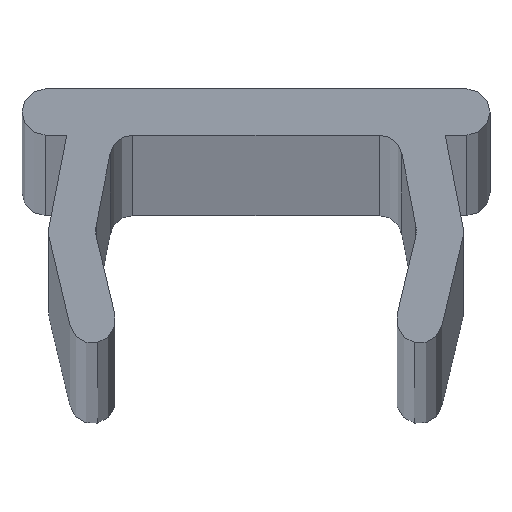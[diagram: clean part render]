
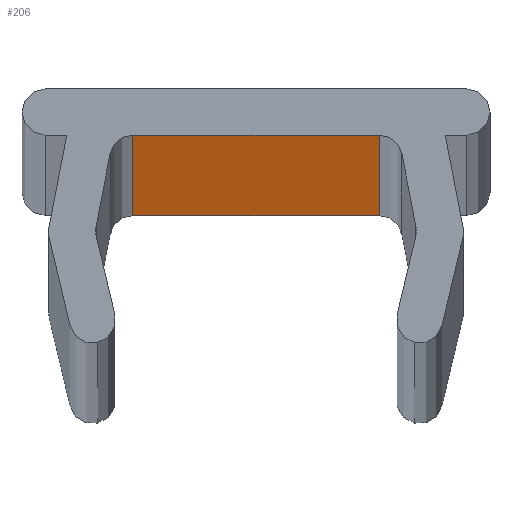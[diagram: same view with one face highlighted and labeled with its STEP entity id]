
A CAD part, top view. The second image highlights one B-rep face of the part: STEP entity #206.
In plain terms, the highlighted planar face has unit normal (0, -1, 0).
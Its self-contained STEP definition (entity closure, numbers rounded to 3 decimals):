
#5 = LINE ( 'NONE', #636, #621 ) ;
#56 = CARTESIAN_POINT ( 'NONE',  ( 5.546, 4.75, 1000. ) ) ;
#58 = EDGE_CURVE ( 'NONE', #917, #811, #5, .T. ) ;
#97 = LINE ( 'NONE', #815, #854 ) ;
#105 = LINE ( 'NONE', #411, #592 ) ;
#122 = LINE ( 'NONE', #981, #947 ) ;
#156 = EDGE_CURVE ( 'NONE', #159, #917, #97, .T. ) ;
#159 = VERTEX_POINT ( 'NONE', #736 ) ;
#193 = DIRECTION ( 'NONE',  ( 0., 1., 0. ) ) ;
#206 = ADVANCED_FACE ( 'NONE', ( #983 ), #266, .F. ) ;
#266 = PLANE ( 'NONE',  #1018 ) ;
#353 = CARTESIAN_POINT ( 'NONE',  ( -2.203, 4.75, 1000. ) ) ;
#411 = CARTESIAN_POINT ( 'NONE',  ( 0.198, 4.75, 1000. ) ) ;
#423 = EDGE_LOOP ( 'NONE', ( #612, #777, #816, #883 ) ) ;
#439 = DIRECTION ( 'NONE',  ( -1., 0., 0. ) ) ;
#592 = VECTOR ( 'NONE', #974, 1000. ) ;
#609 = VERTEX_POINT ( 'NONE', #896 ) ;
#612 = ORIENTED_EDGE ( 'NONE', *, *, #156, .T. ) ;
#621 = VECTOR ( 'NONE', #807, 1000. ) ;
#636 = CARTESIAN_POINT ( 'NONE',  ( 5.546, 4.75, 1000. ) ) ;
#671 = EDGE_CURVE ( 'NONE', #609, #811, #122, .T. ) ;
#736 = CARTESIAN_POINT ( 'NONE',  ( 0.198, 4.75, 0. ) ) ;
#740 = DIRECTION ( 'NONE',  ( 1., 0., 0. ) ) ;
#777 = ORIENTED_EDGE ( 'NONE', *, *, #58, .T. ) ;
#807 = DIRECTION ( 'NONE',  ( 0., 0., 1. ) ) ;
#811 = VERTEX_POINT ( 'NONE', #56 ) ;
#815 = CARTESIAN_POINT ( 'NONE',  ( -2.203, 4.75, 0. ) ) ;
#816 = ORIENTED_EDGE ( 'NONE', *, *, #671, .F. ) ;
#824 = DIRECTION ( 'NONE',  ( 1., 0., 0. ) ) ;
#854 = VECTOR ( 'NONE', #740, 1000. ) ;
#883 = ORIENTED_EDGE ( 'NONE', *, *, #993, .T. ) ;
#896 = CARTESIAN_POINT ( 'NONE',  ( 0.198, 4.75, 1000. ) ) ;
#917 = VERTEX_POINT ( 'NONE', #945 ) ;
#945 = CARTESIAN_POINT ( 'NONE',  ( 5.546, 4.75, 0. ) ) ;
#947 = VECTOR ( 'NONE', #824, 1000. ) ;
#974 = DIRECTION ( 'NONE',  ( 0., 0., -1. ) ) ;
#981 = CARTESIAN_POINT ( 'NONE',  ( -2.203, 4.75, 1000. ) ) ;
#983 = FACE_OUTER_BOUND ( 'NONE', #423, .T. ) ;
#993 = EDGE_CURVE ( 'NONE', #609, #159, #105, .T. ) ;
#1018 = AXIS2_PLACEMENT_3D ( 'NONE', #353, #193, #439 ) ;
